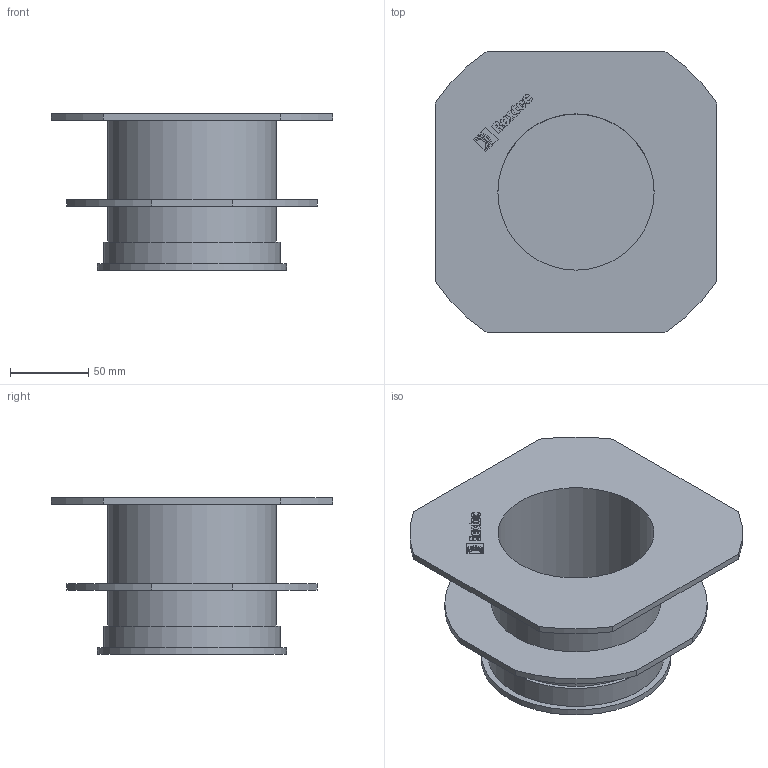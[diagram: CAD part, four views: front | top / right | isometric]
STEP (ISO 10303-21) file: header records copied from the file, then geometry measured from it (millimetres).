
FILE_DESCRIPTION(/* description */ (''),/* implementation_level */ '2;1');
FILE_NAME(/* name */ 'KOS100100D100.stp',/* time_stamp */ '2025-05-20T15:14:35+02:00',/* author */ ('se-jorlan'),/* organization */ (''),/* preprocessor_version */ 'ST-DEVELOPER v19.2',/* originating_system */ 'Autodesk Inventor 2023',/* authorisation */ '');
FILE_SCHEMA (('CONFIG_CONTROL_DESIGN'));
Length unit declared in the file: millimetre
Products named in the file (1): KOS 100_100 AD D=100
Bounding box: 180 x 180 x 100 mm (x, y, z)
Volume: 317649 mm3; surface area: 158664.6 mm2
Topology: 1 solids, 1 shells, 149 faces, 381 edges, 254 vertices
Faces by surface type: plane 97, bspline 37, cylinder 14, cone 1
Full cylindrical faces by diameter (mm): 100 x2, 108 x2, 113 x1, 121 x1
Entity records: 4976 total; most frequent: CARTESIAN_POINT 1374, ORIENTED_EDGE 762, DIRECTION 563, EDGE_CURVE 381, LINE 277, VECTOR 277, VERTEX_POINT 254, EDGE_LOOP 169
